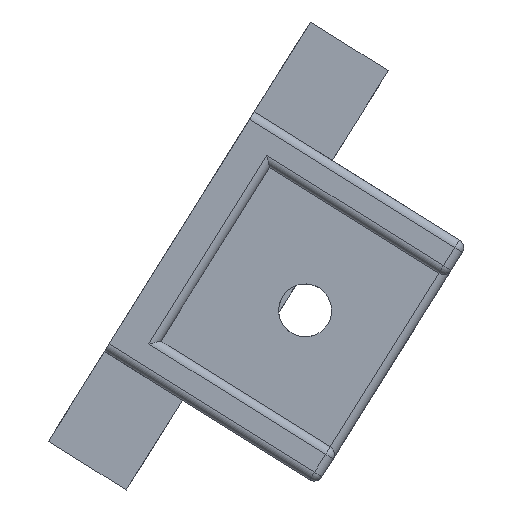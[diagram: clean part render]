
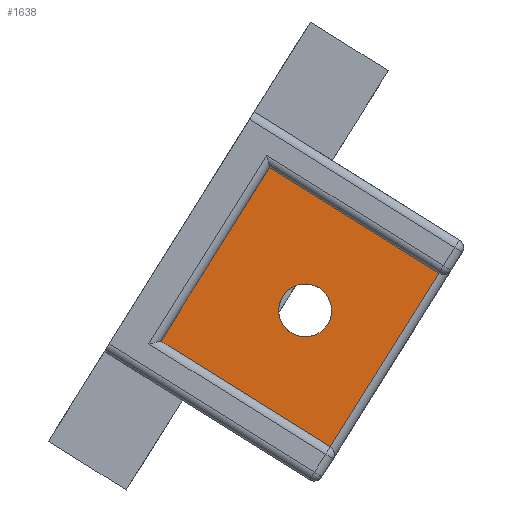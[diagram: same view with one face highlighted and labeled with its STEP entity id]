
A CAD part, left-side view. The second image highlights one B-rep face of the part: STEP entity #1638.
In plain terms, the highlighted planar face has unit normal (-1, 0, 0).
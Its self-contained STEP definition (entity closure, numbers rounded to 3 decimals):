
#96=FACE_BOUND('',#317,.T.);
#141=CIRCLE('',#1782,1.5);
#142=CIRCLE('',#1783,1.5);
#214=FACE_OUTER_BOUND('',#316,.T.);
#316=EDGE_LOOP('',(#1283,#1284,#1285,#1286));
#317=EDGE_LOOP('',(#1287,#1288));
#468=LINE('',#2670,#616);
#469=LINE('',#2672,#617);
#470=LINE('',#2674,#618);
#471=LINE('',#2675,#619);
#616=VECTOR('',#2123,10.);
#617=VECTOR('',#2124,10.);
#618=VECTOR('',#2125,10.);
#619=VECTOR('',#2126,10.);
#771=VERTEX_POINT('',#2662);
#772=VERTEX_POINT('',#2663);
#773=VERTEX_POINT('',#2668);
#774=VERTEX_POINT('',#2669);
#775=VERTEX_POINT('',#2671);
#776=VERTEX_POINT('',#2673);
#956=EDGE_CURVE('',#771,#772,#141,.T.);
#958=EDGE_CURVE('',#772,#771,#142,.T.);
#959=EDGE_CURVE('',#773,#774,#468,.T.);
#960=EDGE_CURVE('',#773,#775,#469,.T.);
#961=EDGE_CURVE('',#775,#776,#470,.T.);
#962=EDGE_CURVE('',#776,#774,#471,.T.);
#1283=ORIENTED_EDGE('',*,*,#959,.F.);
#1284=ORIENTED_EDGE('',*,*,#960,.T.);
#1285=ORIENTED_EDGE('',*,*,#961,.T.);
#1286=ORIENTED_EDGE('',*,*,#962,.T.);
#1287=ORIENTED_EDGE('',*,*,#956,.F.);
#1288=ORIENTED_EDGE('',*,*,#958,.F.);
#1585=PLANE('',#1784);
#1638=ADVANCED_FACE('',(#214,#96),#1585,.T.);
#1782=AXIS2_PLACEMENT_3D('',#2664,#2116,#2117);
#1783=AXIS2_PLACEMENT_3D('',#2666,#2119,#2120);
#1784=AXIS2_PLACEMENT_3D('',#2667,#2121,#2122);
#2116=DIRECTION('center_axis',(-1.,0.,0.));
#2117=DIRECTION('ref_axis',(0.,0.53,-0.848));
#2119=DIRECTION('center_axis',(-1.,0.,0.));
#2120=DIRECTION('ref_axis',(0.,0.53,-0.848));
#2121=DIRECTION('center_axis',(-1.,0.,0.));
#2122=DIRECTION('ref_axis',(0.,0.53,-0.848));
#2123=DIRECTION('',(0.,0.53,-0.848));
#2124=DIRECTION('',(0.,0.848,0.53));
#2125=DIRECTION('',(0.,0.53,-0.848));
#2126=DIRECTION('',(0.,-0.848,-0.53));
#2662=CARTESIAN_POINT('',(-107.5,175.991,37.021));
#2663=CARTESIAN_POINT('',(-107.5,173.924,37.498));
#2664=CARTESIAN_POINT('Origin',(-107.5,174.719,36.226));
#2666=CARTESIAN_POINT('Origin',(-107.5,174.719,36.226));
#2667=CARTESIAN_POINT('Origin',(-107.5,177.088,37.717));
#2668=CARTESIAN_POINT('',(-107.5,167.151,38.336));
#2669=CARTESIAN_POINT('',(-107.5,173.298,28.498));
#2670=CARTESIAN_POINT('',(-107.5,171.758,30.962));
#2671=CARTESIAN_POINT('',(-107.5,176.733,44.324));
#2672=CARTESIAN_POINT('',(-107.5,175.377,43.476));
#2673=CARTESIAN_POINT('',(-107.5,182.881,34.487));
#2674=CARTESIAN_POINT('',(-107.5,181.922,36.021));
#2675=CARTESIAN_POINT('',(-107.5,177.792,31.307));
